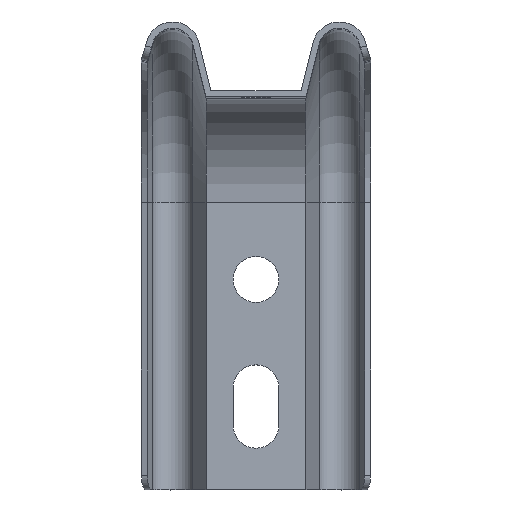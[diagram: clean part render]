
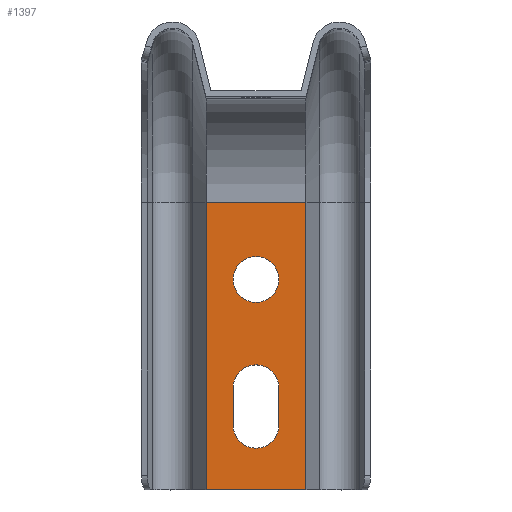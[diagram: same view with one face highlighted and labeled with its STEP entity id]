
A CAD part, top view. The second image highlights one B-rep face of the part: STEP entity #1397.
In plain terms, the highlighted planar face has unit normal (0, 0, 1).
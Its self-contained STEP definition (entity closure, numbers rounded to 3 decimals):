
#1 = VERTEX_POINT ( 'NONE', #546 ) ;
#11 = VERTEX_POINT ( 'NONE', #712 ) ;
#30 = CARTESIAN_POINT ( 'NONE',  ( 5.5, -78.5, -177. ) ) ;
#40 = VECTOR ( 'NONE', #822, 1000. ) ;
#70 = LINE ( 'NONE', #1135, #1308 ) ;
#89 = CIRCLE ( 'NONE', #1284, 5.5 ) ;
#175 = DIRECTION ( 'NONE',  ( 1., 0., 0. ) ) ;
#213 = DIRECTION ( 'NONE',  ( 0., -1., 0. ) ) ;
#245 = ORIENTED_EDGE ( 'NONE', *, *, #1070, .T. ) ;
#253 = EDGE_LOOP ( 'NONE', ( #1885, #1379, #585, #1470 ) ) ;
#269 = DIRECTION ( 'NONE',  ( 0., 0., -1. ) ) ;
#300 = LINE ( 'NONE', #842, #675 ) ;
#307 = ORIENTED_EDGE ( 'NONE', *, *, #1028, .T. ) ;
#333 = VECTOR ( 'NONE', #1484, 1000. ) ;
#342 = CARTESIAN_POINT ( 'NONE',  ( 0., -78.5, -177. ) ) ;
#354 = VERTEX_POINT ( 'NONE', #1661 ) ;
#384 = CARTESIAN_POINT ( 'NONE',  ( 0., -69.5, -177. ) ) ;
#398 = CARTESIAN_POINT ( 'NONE',  ( 0., -43.5, -177. ) ) ;
#418 = EDGE_CURVE ( 'NONE', #1394, #558, #1964, .T. ) ;
#463 = EDGE_CURVE ( 'NONE', #511, #960, #1932, .T. ) ;
#502 = DIRECTION ( 'NONE',  ( 1., 0., 0. ) ) ;
#511 = VERTEX_POINT ( 'NONE', #30 ) ;
#544 = CARTESIAN_POINT ( 'NONE',  ( -12., -94., -177. ) ) ;
#546 = CARTESIAN_POINT ( 'NONE',  ( -12., -25., -177. ) ) ;
#551 = DIRECTION ( 'NONE',  ( 1., 0., 0. ) ) ;
#558 = VERTEX_POINT ( 'NONE', #1705 ) ;
#565 = DIRECTION ( 'NONE',  ( -1., 0., 0. ) ) ;
#585 = ORIENTED_EDGE ( 'NONE', *, *, #418, .F. ) ;
#650 = CIRCLE ( 'NONE', #830, 5.5 ) ;
#656 = CARTESIAN_POINT ( 'NONE',  ( -5.5, -78.5, -177. ) ) ;
#662 = CARTESIAN_POINT ( 'NONE',  ( 12., -25., -177. ) ) ;
#664 = VERTEX_POINT ( 'NONE', #544 ) ;
#675 = VECTOR ( 'NONE', #1011, 1000. ) ;
#691 = EDGE_LOOP ( 'NONE', ( #1681, #1584, #307, #1153 ) ) ;
#712 = CARTESIAN_POINT ( 'NONE',  ( 12., -25., -177. ) ) ;
#742 = CARTESIAN_POINT ( 'NONE',  ( -5.5, -69.5, -177. ) ) ;
#756 = CARTESIAN_POINT ( 'NONE',  ( -5.5, -43.5, -177. ) ) ;
#819 = CARTESIAN_POINT ( 'NONE',  ( 5.5, -78.5, -177. ) ) ;
#822 = DIRECTION ( 'NONE',  ( 0., -1., 0. ) ) ;
#830 = AXIS2_PLACEMENT_3D ( 'NONE', #384, #1550, #551 ) ;
#842 = CARTESIAN_POINT ( 'NONE',  ( 12., -94., -177. ) ) ;
#848 = EDGE_CURVE ( 'NONE', #1, #11, #70, .T. ) ;
#871 = EDGE_LOOP ( 'NONE', ( #245 ) ) ;
#960 = VERTEX_POINT ( 'NONE', #1871 ) ;
#1011 = DIRECTION ( 'NONE',  ( 1., 0., 0. ) ) ;
#1028 = EDGE_CURVE ( 'NONE', #664, #354, #300, .T. ) ;
#1070 = EDGE_CURVE ( 'NONE', #1802, #1802, #1457, .T. ) ;
#1135 = CARTESIAN_POINT ( 'NONE',  ( 12., -25., -177. ) ) ;
#1143 = FACE_BOUND ( 'NONE', #871, .T. ) ;
#1153 = ORIENTED_EDGE ( 'NONE', *, *, #1466, .F. ) ;
#1232 = PLANE ( 'NONE',  #1934 ) ;
#1284 = AXIS2_PLACEMENT_3D ( 'NONE', #342, #1497, #502 ) ;
#1308 = VECTOR ( 'NONE', #175, 1000. ) ;
#1379 = ORIENTED_EDGE ( 'NONE', *, *, #1461, .F. ) ;
#1394 = VERTEX_POINT ( 'NONE', #742 ) ;
#1397 = ADVANCED_FACE ( 'NONE', ( #1143, #2083, #1801 ), #1232, .F. ) ;
#1412 = DIRECTION ( 'NONE',  ( -1., 0., 0. ) ) ;
#1457 = CIRCLE ( 'NONE', #1859, 5.5 ) ;
#1461 = EDGE_CURVE ( 'NONE', #558, #511, #89, .T. ) ;
#1463 = VECTOR ( 'NONE', #1690, 1000. ) ;
#1466 = EDGE_CURVE ( 'NONE', #11, #354, #1823, .T. ) ;
#1470 = ORIENTED_EDGE ( 'NONE', *, *, #2049, .F. ) ;
#1484 = DIRECTION ( 'NONE',  ( 0., -1., 0. ) ) ;
#1497 = DIRECTION ( 'NONE',  ( 0., 0., 1. ) ) ;
#1542 = VECTOR ( 'NONE', #213, 1000. ) ;
#1550 = DIRECTION ( 'NONE',  ( 0., 0., 1. ) ) ;
#1564 = DIRECTION ( 'NONE',  ( 0., 0., -1. ) ) ;
#1584 = ORIENTED_EDGE ( 'NONE', *, *, #2008, .T. ) ;
#1604 = LINE ( 'NONE', #1729, #1542 ) ;
#1661 = CARTESIAN_POINT ( 'NONE',  ( 12., -94., -177. ) ) ;
#1681 = ORIENTED_EDGE ( 'NONE', *, *, #848, .F. ) ;
#1690 = DIRECTION ( 'NONE',  ( 0., 1., 0. ) ) ;
#1705 = CARTESIAN_POINT ( 'NONE',  ( -5.5, -78.5, -177. ) ) ;
#1729 = CARTESIAN_POINT ( 'NONE',  ( -12., -25., -177. ) ) ;
#1801 = FACE_OUTER_BOUND ( 'NONE', #691, .T. ) ;
#1802 = VERTEX_POINT ( 'NONE', #756 ) ;
#1823 = LINE ( 'NONE', #662, #40 ) ;
#1859 = AXIS2_PLACEMENT_3D ( 'NONE', #398, #1564, #565 ) ;
#1871 = CARTESIAN_POINT ( 'NONE',  ( 5.5, -69.5, -177. ) ) ;
#1885 = ORIENTED_EDGE ( 'NONE', *, *, #463, .F. ) ;
#1932 = LINE ( 'NONE', #819, #1463 ) ;
#1934 = AXIS2_PLACEMENT_3D ( 'NONE', #2112, #269, #1412 ) ;
#1964 = LINE ( 'NONE', #656, #333 ) ;
#2008 = EDGE_CURVE ( 'NONE', #1, #664, #1604, .T. ) ;
#2049 = EDGE_CURVE ( 'NONE', #960, #1394, #650, .T. ) ;
#2083 = FACE_BOUND ( 'NONE', #253, .T. ) ;
#2112 = CARTESIAN_POINT ( 'NONE',  ( 12., -25., -177. ) ) ;
